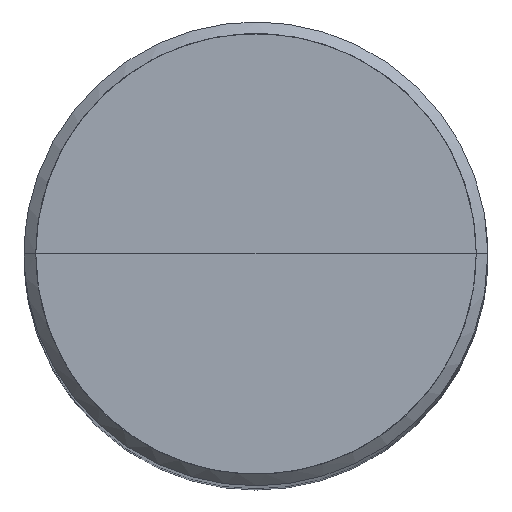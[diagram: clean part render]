
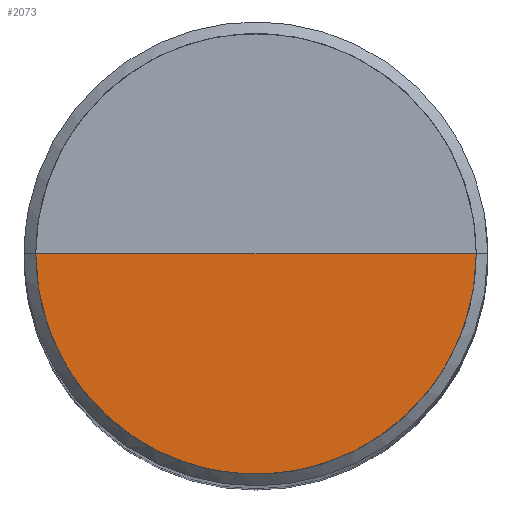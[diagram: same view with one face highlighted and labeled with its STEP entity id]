
A CAD part, top view. The second image highlights one B-rep face of the part: STEP entity #2073.
In plain terms, the highlighted free-form (B-spline) face has degree [1, 2] with [2, 5] control points.
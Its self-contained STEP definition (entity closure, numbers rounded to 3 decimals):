
#1803=CARTESIAN_POINT('',(9.5,0.0,66.0));
#1807=CARTESIAN_POINT('',(-9.5,0.0,66.0));
#1808=CARTESIAN_POINT('',(0.0,0.0,66.0));
#1812=CARTESIAN_POINT('',(-9.5,-9.5,66.0));
#1813=CARTESIAN_POINT('',(0.0,-9.5,66.0));
#1814=CARTESIAN_POINT('',(9.5,-9.5,66.0));
#2058=(
BOUNDED_SURFACE()
B_SPLINE_SURFACE(1,2,(
(#1807,#1812,#1813,#1814,#1803),
(#1808,#1808,#1808,#1808,#1808)
), .UNSPECIFIED.,.F.,.F.,.F.)
B_SPLINE_SURFACE_WITH_KNOTS((2,2),(3,2,3),(
0.0,1.0),(
0.0,0.5,1.0), .UNSPECIFIED.)
GEOMETRIC_REPRESENTATION_ITEM()
RATIONAL_B_SPLINE_SURFACE(((1.0,0.707,1.0,0.707,1.0),
(1.0,0.707,1.0,0.707,1.0)
))
REPRESENTATION_ITEM('')
SURFACE()
);
#2059=(
BOUNDED_CURVE()
B_SPLINE_CURVE(1,(#1808,#1803),.UNSPECIFIED.,.F.,.F.)
B_SPLINE_CURVE_WITH_KNOTS((2,2),
(0.0,1.0),.UNSPECIFIED.)
CURVE()
GEOMETRIC_REPRESENTATION_ITEM()
RATIONAL_B_SPLINE_CURVE((1.0,1.0))
REPRESENTATION_ITEM('')
);
#2060=(
BOUNDED_CURVE()
B_SPLINE_CURVE(2,(#1803,#1814,#1813,#1812,#1807),.UNSPECIFIED.,.F.,.F.)
B_SPLINE_CURVE_WITH_KNOTS((3,2,3),
(0.0,0.5,1.0),.UNSPECIFIED.)
CURVE()
GEOMETRIC_REPRESENTATION_ITEM()
RATIONAL_B_SPLINE_CURVE((1.0,0.707,1.0,0.707,1.0))
REPRESENTATION_ITEM('')
);
#2061=(
BOUNDED_CURVE()
B_SPLINE_CURVE(1,(#1807,#1808),.UNSPECIFIED.,.F.,.F.)
B_SPLINE_CURVE_WITH_KNOTS((2,2),
(0.0,1.0),.UNSPECIFIED.)
CURVE()
GEOMETRIC_REPRESENTATION_ITEM()
RATIONAL_B_SPLINE_CURVE((1.0,1.0))
REPRESENTATION_ITEM('')
);
#2062=VERTEX_POINT('',#1803);
#2063=VERTEX_POINT('',#1807);
#2064=VERTEX_POINT('',#1808);
#2065=EDGE_CURVE('',#2064,#2062,#2059,.T.);
#2066=EDGE_CURVE('',#2062,#2063,#2060,.T.);
#2067=EDGE_CURVE('',#2063,#2064,#2061,.T.);
#2068=ORIENTED_EDGE('',*,*,#2065,.T.);
#2069=ORIENTED_EDGE('',*,*,#2066,.T.);
#2070=ORIENTED_EDGE('',*,*,#2067,.T.);
#2071=EDGE_LOOP('',(#2068,#2069,#2070));
#2072=FACE_OUTER_BOUND('',#2071,.T.);
#2073=ADVANCED_FACE('',(#2072),#2058,.T.);
